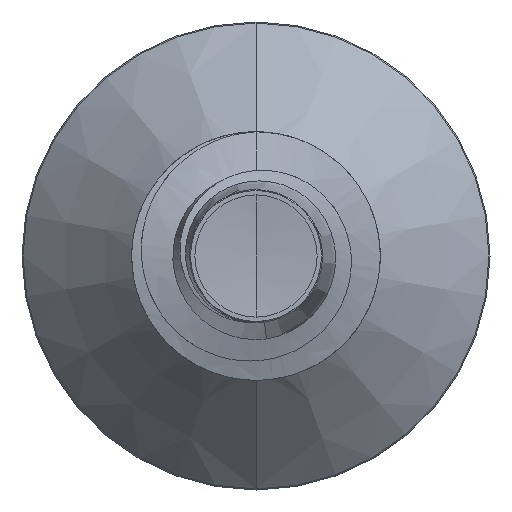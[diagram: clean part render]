
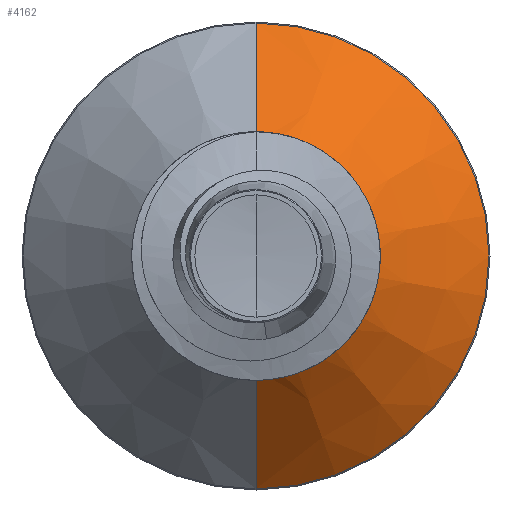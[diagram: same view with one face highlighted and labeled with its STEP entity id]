
A CAD part, front view. The second image highlights one B-rep face of the part: STEP entity #4162.
In plain terms, the highlighted conical face has half-angle 45 degrees and reference radius 2.744 mm.
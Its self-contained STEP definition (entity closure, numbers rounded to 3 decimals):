
#743 = CARTESIAN_POINT ( 'NONE',  ( 0., 11.245, -2.745 ) ) ;
#753 = CARTESIAN_POINT ( 'NONE',  ( 0., 14.124, 5.624 ) ) ;
#779 = EDGE_CURVE ( 'NONE', #10560, #3461, #7071, .T. ) ;
#955 = VERTEX_POINT ( 'NONE', #7580 ) ;
#1184 = CIRCLE ( 'NONE', #9714, 2.745 ) ;
#1238 = LINE ( 'NONE', #6225, #1361 ) ;
#1361 = VECTOR ( 'NONE', #6219, 1000. ) ;
#1774 = CONICAL_SURFACE ( 'NONE', #12143, 2.745, 0.785 ) ;
#1870 = FACE_OUTER_BOUND ( 'NONE', #11399, .T. ) ;
#2904 = DIRECTION ( 'NONE',  ( 0., 0., 1. ) ) ;
#2922 = DIRECTION ( 'NONE',  ( 0., 1., 0. ) ) ;
#2944 = CARTESIAN_POINT ( 'NONE',  ( 0., 14.124, 0. ) ) ;
#3314 = ORIENTED_EDGE ( 'NONE', *, *, #779, .T. ) ;
#3461 = VERTEX_POINT ( 'NONE', #7611 ) ;
#4113 = CIRCLE ( 'NONE', #12315, 5.624 ) ;
#4162 = ADVANCED_FACE ( 'NONE', ( #1870 ), #1774, .T. ) ;
#4637 = ORIENTED_EDGE ( 'NONE', *, *, #6916, .T. ) ;
#4855 = ORIENTED_EDGE ( 'NONE', *, *, #9717, .F. ) ;
#5144 = ORIENTED_EDGE ( 'NONE', *, *, #6305, .F. ) ;
#5575 = DIRECTION ( 'NONE',  ( 0., 0., 1. ) ) ;
#5592 = DIRECTION ( 'NONE',  ( 0., 1., 0. ) ) ;
#5594 = CARTESIAN_POINT ( 'NONE',  ( 0., 11.245, 0. ) ) ;
#6219 = DIRECTION ( 'NONE',  ( 0., 0.707, 0.707 ) ) ;
#6225 = CARTESIAN_POINT ( 'NONE',  ( 0., 11.245, 2.745 ) ) ;
#6305 = EDGE_CURVE ( 'NONE', #955, #10269, #1238, .T. ) ;
#6916 = EDGE_CURVE ( 'NONE', #955, #10560, #1184, .T. ) ;
#7071 = LINE ( 'NONE', #8075, #7301 ) ;
#7301 = VECTOR ( 'NONE', #7907, 1000. ) ;
#7580 = CARTESIAN_POINT ( 'NONE',  ( 0., 11.245, 2.745 ) ) ;
#7611 = CARTESIAN_POINT ( 'NONE',  ( 0., 14.124, -5.624 ) ) ;
#7907 = DIRECTION ( 'NONE',  ( 0., 0.707, -0.707 ) ) ;
#8075 = CARTESIAN_POINT ( 'NONE',  ( 0., 11.245, -2.745 ) ) ;
#9714 = AXIS2_PLACEMENT_3D ( 'NONE', #5594, #5592, #5575 ) ;
#9717 = EDGE_CURVE ( 'NONE', #10269, #3461, #4113, .T. ) ;
#10269 = VERTEX_POINT ( 'NONE', #753 ) ;
#10560 = VERTEX_POINT ( 'NONE', #743 ) ;
#11196 = DIRECTION ( 'NONE',  ( 0., 1., 0. ) ) ;
#11399 = EDGE_LOOP ( 'NONE', ( #4637, #3314, #4855, #5144 ) ) ;
#11755 = DIRECTION ( 'NONE',  ( 0., 0., 1. ) ) ;
#11829 = CARTESIAN_POINT ( 'NONE',  ( 0., 11.245, 0. ) ) ;
#12143 = AXIS2_PLACEMENT_3D ( 'NONE', #11829, #11196, #11755 ) ;
#12315 = AXIS2_PLACEMENT_3D ( 'NONE', #2944, #2922, #2904 ) ;
